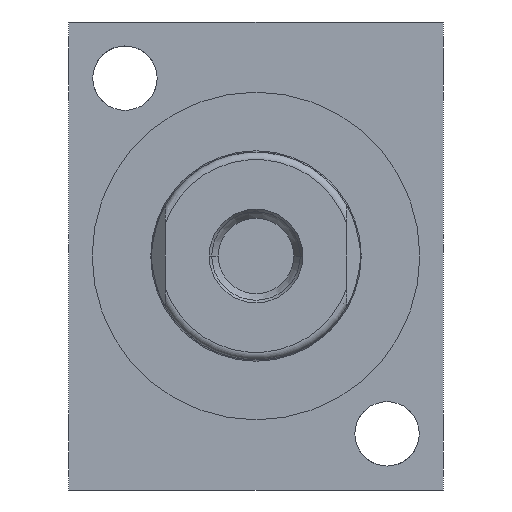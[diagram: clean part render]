
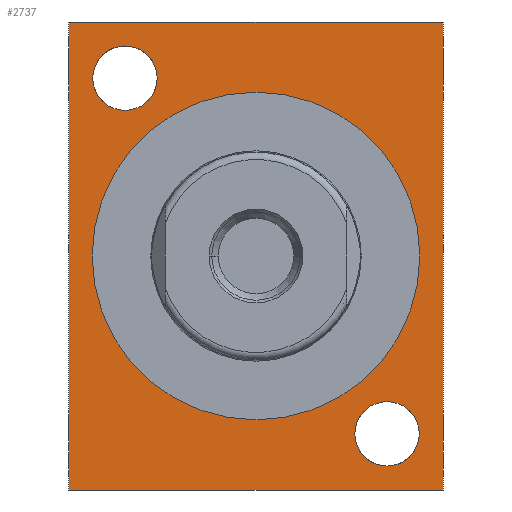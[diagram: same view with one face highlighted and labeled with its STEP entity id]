
A CAD part, left-side view. The second image highlights one B-rep face of the part: STEP entity #2737.
In plain terms, the highlighted planar face has unit normal (-1, 0, 0).
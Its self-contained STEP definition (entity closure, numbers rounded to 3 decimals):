
#503=DIRECTION('',(0.,-1.,0.));
#504=VECTOR('',#503,50.8);
#505=CARTESIAN_POINT('',(0.,25.4,31.75));
#506=LINE('',#505,#504);
#510=DIRECTION('',(0.,0.,-1.));
#511=VECTOR('',#510,63.5);
#512=CARTESIAN_POINT('',(0.,-25.4,31.75));
#513=LINE('',#512,#511);
#517=DIRECTION('',(0.,1.,0.));
#518=VECTOR('',#517,50.8);
#519=CARTESIAN_POINT('',(0.,-25.4,-31.75));
#520=LINE('',#519,#518);
#524=DIRECTION('',(0.,0.,1.));
#525=VECTOR('',#524,63.5);
#526=CARTESIAN_POINT('',(0.,25.4,-31.75));
#527=LINE('',#526,#525);
#531=CARTESIAN_POINT('',(0.,17.78,24.13));
#532=DIRECTION('',(1.,0.,0.));
#533=DIRECTION('',(0.,1.,0.));
#534=AXIS2_PLACEMENT_3D('',#531,#532,#533);
#539=CARTESIAN_POINT('',(0.,17.78,24.13));
#540=DIRECTION('',(1.,0.,0.));
#541=DIRECTION('',(0.,-1.,0.));
#542=AXIS2_PLACEMENT_3D('',#539,#540,#541);
#547=CARTESIAN_POINT('',(0.,-17.78,-24.13));
#548=DIRECTION('',(1.,0.,0.));
#549=DIRECTION('',(0.,1.,0.));
#550=AXIS2_PLACEMENT_3D('',#547,#548,#549);
#555=CARTESIAN_POINT('',(0.,-17.78,-24.13));
#556=DIRECTION('',(1.,0.,0.));
#557=DIRECTION('',(0.,-1.,0.));
#558=AXIS2_PLACEMENT_3D('',#555,#556,#557);
#563=CARTESIAN_POINT('',(0.,0.,0.));
#564=DIRECTION('',(-1.,0.,0.));
#565=DIRECTION('',(0.,1.,0.));
#566=AXIS2_PLACEMENT_3D('',#563,#564,#565);
#571=CARTESIAN_POINT('',(0.,0.,0.));
#572=DIRECTION('',(-1.,0.,0.));
#573=DIRECTION('',(0.,-1.,0.));
#574=AXIS2_PLACEMENT_3D('',#571,#572,#573);
#1956=CARTESIAN_POINT('',(0.,25.4,31.75));
#1957=CARTESIAN_POINT('',(0.,-25.4,31.75));
#1958=VERTEX_POINT('',#1956);
#1959=VERTEX_POINT('',#1957);
#1960=CARTESIAN_POINT('',(0.,-25.4,-31.75));
#1961=VERTEX_POINT('',#1960);
#1962=CARTESIAN_POINT('',(0.,25.4,-31.75));
#1963=VERTEX_POINT('',#1962);
#1972=CARTESIAN_POINT('',(0.,22.149,24.13));
#1973=CARTESIAN_POINT('',(0.,13.411,24.13));
#1974=VERTEX_POINT('',#1972);
#1975=VERTEX_POINT('',#1973);
#2100=CARTESIAN_POINT('',(0.,-13.411,-24.13));
#2101=CARTESIAN_POINT('',(0.,-22.149,-24.13));
#2102=VERTEX_POINT('',#2100);
#2103=VERTEX_POINT('',#2101);
#2120=CARTESIAN_POINT('',(0.,22.225,0.));
#2121=CARTESIAN_POINT('',(0.,-22.225,0.));
#2122=VERTEX_POINT('',#2120);
#2123=VERTEX_POINT('',#2121);
#2705=CARTESIAN_POINT('',(0.,0.,0.));
#2706=DIRECTION('',(1.,0.,0.));
#2707=DIRECTION('',(0.,0.,-1.));
#2708=AXIS2_PLACEMENT_3D('',#2705,#2706,#2707);
#2709=PLANE('',#2708);
#2711=ORIENTED_EDGE('',*,*,#2710,.T.);
#2713=ORIENTED_EDGE('',*,*,#2712,.T.);
#2715=ORIENTED_EDGE('',*,*,#2714,.T.);
#2717=ORIENTED_EDGE('',*,*,#2716,.T.);
#2718=EDGE_LOOP('',(#2711,#2713,#2715,#2717));
#2719=FACE_OUTER_BOUND('',#2718,.F.);
#2721=ORIENTED_EDGE('',*,*,#2720,.F.);
#2723=ORIENTED_EDGE('',*,*,#2722,.F.);
#2724=EDGE_LOOP('',(#2721,#2723));
#2725=FACE_BOUND('',#2724,.F.);
#2727=ORIENTED_EDGE('',*,*,#2726,.F.);
#2729=ORIENTED_EDGE('',*,*,#2728,.F.);
#2730=EDGE_LOOP('',(#2727,#2729));
#2731=FACE_BOUND('',#2730,.F.);
#2732=ORIENTED_EDGE('',*,*,#2695,.T.);
#2734=ORIENTED_EDGE('',*,*,#2733,.T.);
#2735=EDGE_LOOP('',(#2732,#2734));
#2736=FACE_BOUND('',#2735,.F.);
#2737=ADVANCED_FACE('',(#2719,#2725,#2731,#2736),#2709,.F.);
#535=CIRCLE('',#534,4.369);
#543=CIRCLE('',#542,4.369);
#551=CIRCLE('',#550,4.369);
#559=CIRCLE('',#558,4.369);
#567=CIRCLE('',#566,22.225);
#575=CIRCLE('',#574,22.225);
#2695=EDGE_CURVE('',#2122,#2123,#567,.T.);
#2710=EDGE_CURVE('',#1958,#1959,#506,.T.);
#2712=EDGE_CURVE('',#1959,#1961,#513,.T.);
#2714=EDGE_CURVE('',#1961,#1963,#520,.T.);
#2716=EDGE_CURVE('',#1963,#1958,#527,.T.);
#2720=EDGE_CURVE('',#1974,#1975,#535,.T.);
#2722=EDGE_CURVE('',#1975,#1974,#543,.T.);
#2726=EDGE_CURVE('',#2102,#2103,#551,.T.);
#2728=EDGE_CURVE('',#2103,#2102,#559,.T.);
#2733=EDGE_CURVE('',#2123,#2122,#575,.T.);
